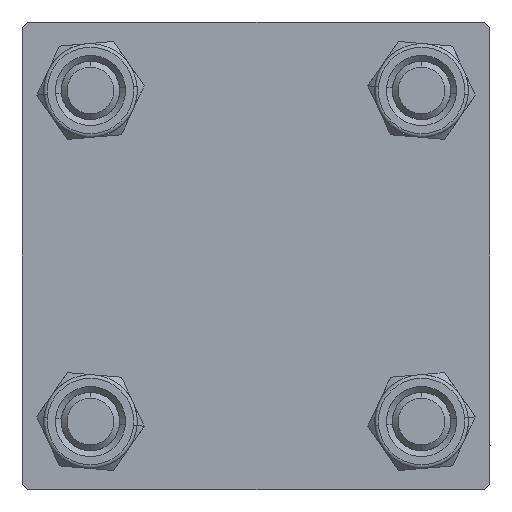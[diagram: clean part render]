
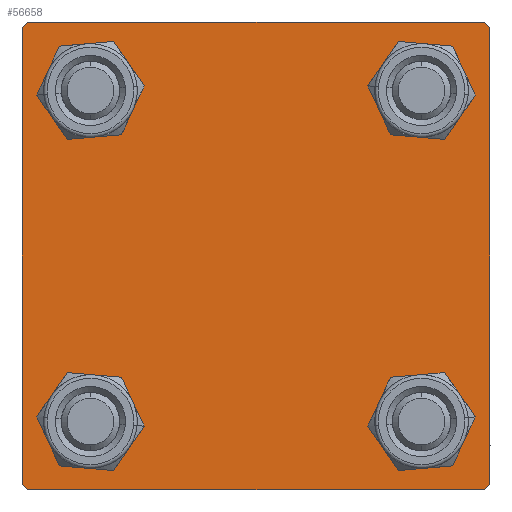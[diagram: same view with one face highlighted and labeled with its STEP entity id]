
A CAD part, left-side view. The second image highlights one B-rep face of the part: STEP entity #56658.
In plain terms, the highlighted planar face has unit normal (-1, 0, 0).
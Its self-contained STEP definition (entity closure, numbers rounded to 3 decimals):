
#308 = LINE ( 'NONE', #5195, #49876 ) ;
#823 = VERTEX_POINT ( 'NONE', #20728 ) ;
#830 = EDGE_LOOP ( 'NONE', ( #27797, #16959 ) ) ;
#858 = CARTESIAN_POINT ( 'NONE',  ( 0., -14.15, -14.15 ) ) ;
#863 = EDGE_CURVE ( 'NONE', #35248, #45405, #308, .T. ) ;
#1142 = CIRCLE ( 'NONE', #3001, 3. ) ;
#1219 = EDGE_CURVE ( 'NONE', #53255, #56638, #6816, .T. ) ;
#1663 = DIRECTION ( 'NONE',  ( 1., 0., 0. ) ) ;
#1819 = VERTEX_POINT ( 'NONE', #26057 ) ;
#2227 = AXIS2_PLACEMENT_3D ( 'NONE', #41103, #53999, #28216 ) ;
#2680 = CARTESIAN_POINT ( 'NONE',  ( 0., 0., 0. ) ) ;
#3001 = AXIS2_PLACEMENT_3D ( 'NONE', #858, #15692, #33173 ) ;
#3540 = PLANE ( 'NONE',  #40769 ) ;
#3653 = ORIENTED_EDGE ( 'NONE', *, *, #36864, .T. ) ;
#3800 = ORIENTED_EDGE ( 'NONE', *, *, #14284, .T. ) ;
#3917 = DIRECTION ( 'NONE',  ( 1., 0., 0. ) ) ;
#4458 = CARTESIAN_POINT ( 'NONE',  ( 0., 20., 19.5 ) ) ;
#4552 = DIRECTION ( 'NONE',  ( 0., 0., 1. ) ) ;
#5082 = AXIS2_PLACEMENT_3D ( 'NONE', #49523, #1663, #49805 ) ;
#5195 = CARTESIAN_POINT ( 'NONE',  ( 0., -19.75, -19.75 ) ) ;
#5701 = CARTESIAN_POINT ( 'NONE',  ( 0., -14.15, 11.15 ) ) ;
#5847 = EDGE_CURVE ( 'NONE', #27336, #11679, #24408, .T. ) ;
#6362 = VERTEX_POINT ( 'NONE', #48918 ) ;
#6816 = LINE ( 'NONE', #45532, #32549 ) ;
#7111 = VECTOR ( 'NONE', #35905, 1000. ) ;
#7318 = DIRECTION ( 'NONE',  ( 0., 0., 1. ) ) ;
#7677 = ORIENTED_EDGE ( 'NONE', *, *, #27929, .F. ) ;
#7904 = EDGE_LOOP ( 'NONE', ( #33582, #52933, #26381, #26048, #7677, #44762, #23942, #3800 ) ) ;
#7905 = VERTEX_POINT ( 'NONE', #40032 ) ;
#8038 = ORIENTED_EDGE ( 'NONE', *, *, #41533, .T. ) ;
#8325 = EDGE_CURVE ( 'NONE', #823, #22726, #53697, .T. ) ;
#8784 = CARTESIAN_POINT ( 'NONE',  ( 0., 14.15, 17.15 ) ) ;
#9672 = VECTOR ( 'NONE', #50458, 1000. ) ;
#9782 = DIRECTION ( 'NONE',  ( 0., -0.707, 0.707 ) ) ;
#11679 = VERTEX_POINT ( 'NONE', #56617 ) ;
#12848 = DIRECTION ( 'NONE',  ( 1., 0., 0. ) ) ;
#13203 = CARTESIAN_POINT ( 'NONE',  ( 0., -14.15, 17.15 ) ) ;
#13402 = DIRECTION ( 'NONE',  ( 0., 0., 1. ) ) ;
#13632 = CARTESIAN_POINT ( 'NONE',  ( 0., 19.75, -19.75 ) ) ;
#13846 = ORIENTED_EDGE ( 'NONE', *, *, #54769, .T. ) ;
#14015 = EDGE_CURVE ( 'NONE', #36929, #56638, #27607, .T. ) ;
#14151 = DIRECTION ( 'NONE',  ( 1., 0., 0. ) ) ;
#14284 = EDGE_CURVE ( 'NONE', #36929, #27336, #54802, .T. ) ;
#15434 = DIRECTION ( 'NONE',  ( 0., 0.707, 0.707 ) ) ;
#15513 = CARTESIAN_POINT ( 'NONE',  ( 0., 20., 20. ) ) ;
#15692 = DIRECTION ( 'NONE',  ( 1., 0., 0. ) ) ;
#15813 = EDGE_CURVE ( 'NONE', #45689, #52784, #17296, .T. ) ;
#16684 = DIRECTION ( 'NONE',  ( 0., 0., -1. ) ) ;
#16959 = ORIENTED_EDGE ( 'NONE', *, *, #8325, .T. ) ;
#17296 = CIRCLE ( 'NONE', #36468, 3. ) ;
#18510 = CARTESIAN_POINT ( 'NONE',  ( 0., -14.15, -17.15 ) ) ;
#18602 = CARTESIAN_POINT ( 'NONE',  ( 0., 19.5, 20. ) ) ;
#19952 = DIRECTION ( 'NONE',  ( 1., 0., 0. ) ) ;
#20595 = CIRCLE ( 'NONE', #28850, 3. ) ;
#20728 = CARTESIAN_POINT ( 'NONE',  ( 0., 14.15, 11.15 ) ) ;
#20993 = LINE ( 'NONE', #38463, #34079 ) ;
#21043 = DIRECTION ( 'NONE',  ( -1., 0., 0. ) ) ;
#21114 = ORIENTED_EDGE ( 'NONE', *, *, #15813, .T. ) ;
#22726 = VERTEX_POINT ( 'NONE', #8784 ) ;
#22931 = ORIENTED_EDGE ( 'NONE', *, *, #53447, .T. ) ;
#23942 = ORIENTED_EDGE ( 'NONE', *, *, #14015, .F. ) ;
#24408 = LINE ( 'NONE', #15513, #9672 ) ;
#25995 = DIRECTION ( 'NONE',  ( 0., 0., 1. ) ) ;
#26048 = ORIENTED_EDGE ( 'NONE', *, *, #863, .T. ) ;
#26057 = CARTESIAN_POINT ( 'NONE',  ( 0., -14.15, -11.15 ) ) ;
#26221 = AXIS2_PLACEMENT_3D ( 'NONE', #32207, #14151, #40234 ) ;
#26381 = ORIENTED_EDGE ( 'NONE', *, *, #30954, .T. ) ;
#26601 = CARTESIAN_POINT ( 'NONE',  ( 0., -14.15, 14.15 ) ) ;
#27317 = EDGE_CURVE ( 'NONE', #11679, #7905, #52596, .T. ) ;
#27336 = VERTEX_POINT ( 'NONE', #4458 ) ;
#27607 = LINE ( 'NONE', #54236, #7111 ) ;
#27797 = ORIENTED_EDGE ( 'NONE', *, *, #40983, .T. ) ;
#27929 = EDGE_CURVE ( 'NONE', #53255, #45405, #20993, .T. ) ;
#28130 = EDGE_CURVE ( 'NONE', #33435, #1819, #1142, .T. ) ;
#28216 = DIRECTION ( 'NONE',  ( 0., 0., 1. ) ) ;
#28825 = CIRCLE ( 'NONE', #40711, 3. ) ;
#28850 = AXIS2_PLACEMENT_3D ( 'NONE', #50591, #19952, #7318 ) ;
#29636 = FACE_BOUND ( 'NONE', #830, .T. ) ;
#29874 = DIRECTION ( 'NONE',  ( 0., 0.707, -0.707 ) ) ;
#29921 = FACE_BOUND ( 'NONE', #48747, .T. ) ;
#30145 = CARTESIAN_POINT ( 'NONE',  ( 0., 19.75, 19.75 ) ) ;
#30569 = AXIS2_PLACEMENT_3D ( 'NONE', #38689, #47291, #4552 ) ;
#30954 = EDGE_CURVE ( 'NONE', #7905, #35248, #32725, .T. ) ;
#31116 = CARTESIAN_POINT ( 'NONE',  ( 0., -19.5, -20. ) ) ;
#32207 = CARTESIAN_POINT ( 'NONE',  ( 0., 14.15, 14.15 ) ) ;
#32549 = VECTOR ( 'NONE', #15434, 1000. ) ;
#32725 = LINE ( 'NONE', #46751, #44108 ) ;
#33137 = ORIENTED_EDGE ( 'NONE', *, *, #28130, .T. ) ;
#33173 = DIRECTION ( 'NONE',  ( 0., 0., 1. ) ) ;
#33354 = FACE_BOUND ( 'NONE', #44398, .T. ) ;
#33435 = VERTEX_POINT ( 'NONE', #18510 ) ;
#33582 = ORIENTED_EDGE ( 'NONE', *, *, #5847, .T. ) ;
#34079 = VECTOR ( 'NONE', #16684, 1000. ) ;
#34845 = DIRECTION ( 'NONE',  ( 0., -0.707, -0.707 ) ) ;
#35248 = VERTEX_POINT ( 'NONE', #31116 ) ;
#35892 = VECTOR ( 'NONE', #34845, 1000. ) ;
#35905 = DIRECTION ( 'NONE',  ( 0., -1., 0. ) ) ;
#36468 = AXIS2_PLACEMENT_3D ( 'NONE', #26601, #12848, #13402 ) ;
#36864 = EDGE_CURVE ( 'NONE', #1819, #33435, #47944, .T. ) ;
#36929 = VERTEX_POINT ( 'NONE', #18602 ) ;
#38029 = CIRCLE ( 'NONE', #5082, 3. ) ;
#38463 = CARTESIAN_POINT ( 'NONE',  ( 0., -20., 20. ) ) ;
#38689 = CARTESIAN_POINT ( 'NONE',  ( 0., -14.15, -14.15 ) ) ;
#40032 = CARTESIAN_POINT ( 'NONE',  ( 0., 19.5, -20. ) ) ;
#40234 = DIRECTION ( 'NONE',  ( 0., 0., 1. ) ) ;
#40711 = AXIS2_PLACEMENT_3D ( 'NONE', #47487, #3917, #25995 ) ;
#40769 = AXIS2_PLACEMENT_3D ( 'NONE', #2680, #21043, #54855 ) ;
#40983 = EDGE_CURVE ( 'NONE', #22726, #823, #28825, .T. ) ;
#41103 = CARTESIAN_POINT ( 'NONE',  ( 0., 14.15, -14.15 ) ) ;
#41533 = EDGE_CURVE ( 'NONE', #52999, #6362, #38029, .T. ) ;
#41954 = FACE_OUTER_BOUND ( 'NONE', #7904, .T. ) ;
#44108 = VECTOR ( 'NONE', #55065, 1000. ) ;
#44398 = EDGE_LOOP ( 'NONE', ( #21114, #13846 ) ) ;
#44762 = ORIENTED_EDGE ( 'NONE', *, *, #1219, .T. ) ;
#45405 = VERTEX_POINT ( 'NONE', #56290 ) ;
#45532 = CARTESIAN_POINT ( 'NONE',  ( 0., -19.75, 19.75 ) ) ;
#45689 = VERTEX_POINT ( 'NONE', #13203 ) ;
#46542 = FACE_BOUND ( 'NONE', #54267, .T. ) ;
#46751 = CARTESIAN_POINT ( 'NONE',  ( 0., 20., -20. ) ) ;
#46889 = CARTESIAN_POINT ( 'NONE',  ( 0., -20., 19.5 ) ) ;
#47291 = DIRECTION ( 'NONE',  ( 1., 0., 0. ) ) ;
#47487 = CARTESIAN_POINT ( 'NONE',  ( 0., 14.15, 14.15 ) ) ;
#47944 = CIRCLE ( 'NONE', #30569, 3. ) ;
#48747 = EDGE_LOOP ( 'NONE', ( #3653, #33137 ) ) ;
#48918 = CARTESIAN_POINT ( 'NONE',  ( 0., 14.15, -17.15 ) ) ;
#49523 = CARTESIAN_POINT ( 'NONE',  ( 0., 14.15, -14.15 ) ) ;
#49805 = DIRECTION ( 'NONE',  ( 0., 0., 1. ) ) ;
#49876 = VECTOR ( 'NONE', #9782, 1000. ) ;
#50140 = VECTOR ( 'NONE', #29874, 1000. ) ;
#50458 = DIRECTION ( 'NONE',  ( 0., 0., -1. ) ) ;
#50591 = CARTESIAN_POINT ( 'NONE',  ( 0., -14.15, 14.15 ) ) ;
#52104 = CARTESIAN_POINT ( 'NONE',  ( 0., 14.15, -11.15 ) ) ;
#52596 = LINE ( 'NONE', #13632, #35892 ) ;
#52784 = VERTEX_POINT ( 'NONE', #5701 ) ;
#52933 = ORIENTED_EDGE ( 'NONE', *, *, #27317, .T. ) ;
#52999 = VERTEX_POINT ( 'NONE', #52104 ) ;
#53255 = VERTEX_POINT ( 'NONE', #46889 ) ;
#53447 = EDGE_CURVE ( 'NONE', #6362, #52999, #56255, .T. ) ;
#53697 = CIRCLE ( 'NONE', #26221, 3. ) ;
#53999 = DIRECTION ( 'NONE',  ( 1., 0., 0. ) ) ;
#54236 = CARTESIAN_POINT ( 'NONE',  ( 0., 20., 20. ) ) ;
#54267 = EDGE_LOOP ( 'NONE', ( #8038, #22931 ) ) ;
#54769 = EDGE_CURVE ( 'NONE', #52784, #45689, #20595, .T. ) ;
#54802 = LINE ( 'NONE', #30145, #50140 ) ;
#54855 = DIRECTION ( 'NONE',  ( 0., 0., 1. ) ) ;
#55065 = DIRECTION ( 'NONE',  ( 0., -1., 0. ) ) ;
#55133 = CARTESIAN_POINT ( 'NONE',  ( 0., -19.5, 20. ) ) ;
#56255 = CIRCLE ( 'NONE', #2227, 3. ) ;
#56290 = CARTESIAN_POINT ( 'NONE',  ( 0., -20., -19.5 ) ) ;
#56617 = CARTESIAN_POINT ( 'NONE',  ( 0., 20., -19.5 ) ) ;
#56638 = VERTEX_POINT ( 'NONE', #55133 ) ;
#56658 = ADVANCED_FACE ( 'NONE', ( #33354, #29921, #46542, #29636, #41954 ), #3540, .T. ) ;
